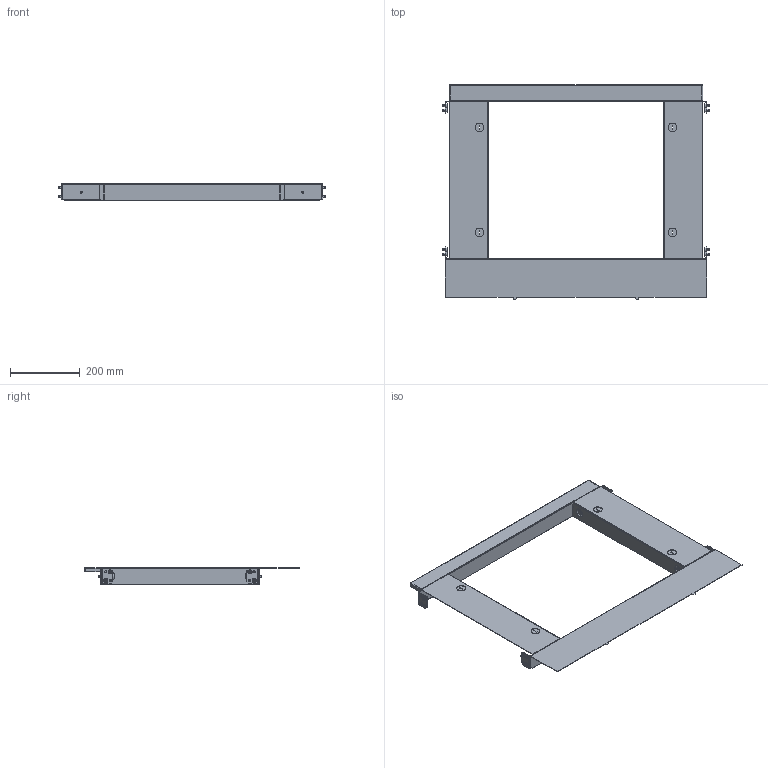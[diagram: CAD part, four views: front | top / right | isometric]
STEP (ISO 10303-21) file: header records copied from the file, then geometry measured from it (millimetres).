
FILE_DESCRIPTION(('STEP AP214'),'1');
FILE_NAME('cctmp_929CA520-EB43-41CA-843F-6CD1A3C70A90_2024_05_06_11_44_48_0468..stp','2024-05-06T09:44:49',('SIEMENS A&D'),('CADClick - www.CADClick.com'),'Spatial InterOp 3D',' ','unknown authorization');
FILE_SCHEMA(('AUTOMOTIVE_DESIGN'));
Length unit declared in the file: millimetre
Products named in the file (29): cc_unnamed; 2024_05_06_11_44_48_0452; 2024_05_06_11_44_48_0421; 2024_05_06_11_44_48_0390; 2024_05_06_11_44_48_0359; 2024_05_06_11_44_48_0327; 2024_05_06_11_44_48_0296; 2024_05_06_11_44_48_0265; 2024_05_06_11_44_48_0234; 2024_05_06_11_44_48_0202; 2024_05_06_11_44_48_0171; 2024_05_06_11_44_48_0140; 2024_05_06_11_44_48_0109; 2024_05_06_11_44_48_0077; 2024_05_06_11_44_48_0046; 2024_05_06_11_44_48_0015; 2024_05_06_11_44_47_0984; 2024_05_06_11_44_47_0952; 2024_05_06_11_44_47_0921; 2024_05_06_11_44_47_0890; 2024_05_06_11_44_47_0859; 2024_05_06_11_44_47_0827; 2024_05_06_11_44_47_0796; 2024_05_06_11_44_47_0763; 2024_05_06_11_44_47_0732; 2024_05_06_11_44_47_0669; 2024_05_06_11_44_47_0638; 2024_05_06_11_44_47_0607; 2024_05_06_11_44_47_0575
Assembly tree (28 placements, depth 2):
  cc_unnamed
    2024_05_06_11_44_48_0452
    2024_05_06_11_44_48_0421
    2024_05_06_11_44_48_0390
    2024_05_06_11_44_48_0359
    2024_05_06_11_44_48_0327
    2024_05_06_11_44_48_0296
    2024_05_06_11_44_48_0265
    2024_05_06_11_44_48_0234
    2024_05_06_11_44_48_0202
    2024_05_06_11_44_48_0171
    2024_05_06_11_44_48_0140
    2024_05_06_11_44_48_0109
    2024_05_06_11_44_48_0077
    2024_05_06_11_44_48_0046
    2024_05_06_11_44_48_0015
    2024_05_06_11_44_47_0984
    2024_05_06_11_44_47_0952
    2024_05_06_11_44_47_0921
    2024_05_06_11_44_47_0890
    2024_05_06_11_44_47_0859
    2024_05_06_11_44_47_0827
    2024_05_06_11_44_47_0796
    2024_05_06_11_44_47_0763
    2024_05_06_11_44_47_0732
    2024_05_06_11_44_47_0669
    2024_05_06_11_44_47_0638
    2024_05_06_11_44_47_0607
    2024_05_06_11_44_47_0575
Bounding box: 766 x 616 x 48 mm (x, y, z)
Volume: 570996.5 mm3; surface area: 751930.8 mm2
Topology: 28 solids, 28 shells, 544 faces, 1280 edges, 828 vertices
Faces by surface type: plane 234, cylinder 230, cone 80
Entity records: 21126 total; most frequent: DIRECTION 2986, CARTESIAN_POINT 2681, ORIENTED_EDGE 2560, EDGE_CURVE 1280, AXIS2_PLACEMENT_3D 1133, VERTEX_POINT 828, LINE 720, VECTOR 720
